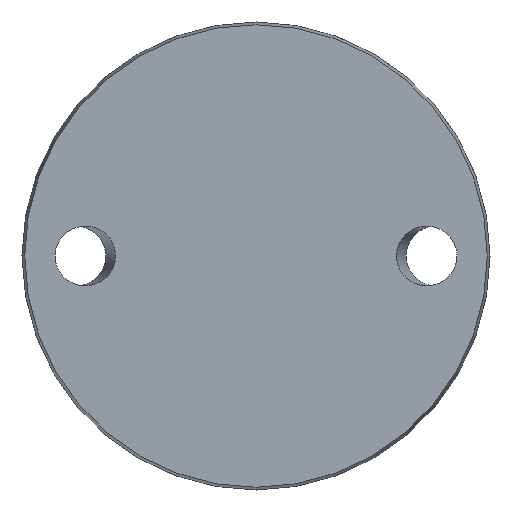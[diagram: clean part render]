
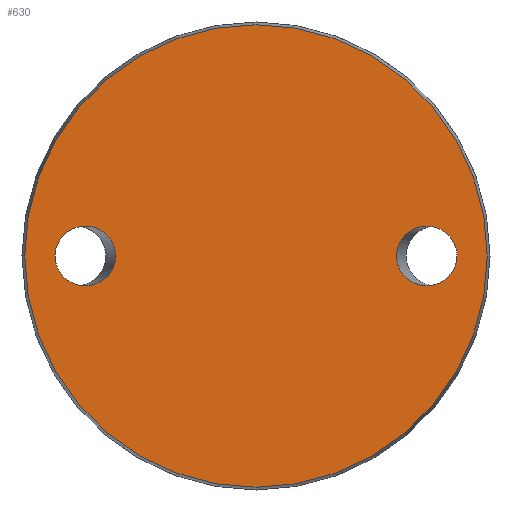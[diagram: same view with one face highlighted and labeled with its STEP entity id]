
A CAD part, front view. The second image highlights one B-rep face of the part: STEP entity #630.
In plain terms, the highlighted planar face has unit normal (0, -1, 0).
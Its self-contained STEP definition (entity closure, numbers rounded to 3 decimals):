
#8 = CARTESIAN_POINT ( 'NONE',  ( 29.413, 0., -12.5 ) ) ;
#28 = AXIS2_PLACEMENT_3D ( 'NONE', #261, #679, #380 ) ;
#43 = AXIS2_PLACEMENT_3D ( 'NONE', #219, #328, #702 ) ;
#49 = ORIENTED_EDGE ( 'NONE', *, *, #622, .T. ) ;
#62 = EDGE_LOOP ( 'NONE', ( #300 ) ) ;
#94 =( BOUNDED_CURVE ( )  B_SPLINE_CURVE ( 3, ( #334, #744, #149, #565, #693, #384, #625 ),
 .UNSPECIFIED., .T., .F. ) 
 B_SPLINE_CURVE_WITH_KNOTS ( ( 4, 3, 4 ),
 ( 0., 3.142, 6.283 ),
 .UNSPECIFIED. ) 
 CURVE ( )  GEOMETRIC_REPRESENTATION_ITEM ( )  RATIONAL_B_SPLINE_CURVE ( ( 1., 0.333, 0.333, 1., 0.333, 0.333, 1. ) ) 
 REPRESENTATION_ITEM ( '' )  );
#137 = ORIENTED_EDGE ( 'NONE', *, *, #681, .T. ) ;
#138 = PLANE ( 'NONE',  #28 ) ;
#149 = CARTESIAN_POINT ( 'NONE',  ( -29.413, 0., 12.5 ) ) ;
#182 = CIRCLE ( 'NONE', #43, 48.425 ) ;
#193 = FACE_BOUND ( 'NONE', #62, .T. ) ;
#198 = CARTESIAN_POINT ( 'NONE',  ( 29.413, 0., 0. ) ) ;
#206 = CARTESIAN_POINT ( 'NONE',  ( 42.087, 0., 12.5 ) ) ;
#219 = CARTESIAN_POINT ( 'NONE',  ( 0., 0., 0. ) ) ;
#242 = CARTESIAN_POINT ( 'NONE',  ( 0., 0., -48.425 ) ) ;
#261 = CARTESIAN_POINT ( 'NONE',  ( -48.425, 0., 0. ) ) ;
#300 = ORIENTED_EDGE ( 'NONE', *, *, #399, .T. ) ;
#328 = DIRECTION ( 'NONE',  ( 0., -1., 0. ) ) ;
#334 = CARTESIAN_POINT ( 'NONE',  ( -42.087, 0., 0. ) ) ;
#367 = CARTESIAN_POINT ( 'NONE',  ( -42.087, 0., 0. ) ) ;
#377 = FACE_BOUND ( 'NONE', #594, .T. ) ;
#380 = DIRECTION ( 'NONE',  ( 0., 0., 1. ) ) ;
#384 = CARTESIAN_POINT ( 'NONE',  ( -42.087, 0., -12.5 ) ) ;
#399 = EDGE_CURVE ( 'NONE', #413, #413, #94, .T. ) ;
#413 = VERTEX_POINT ( 'NONE', #367 ) ;
#507 =( BOUNDED_CURVE ( )  B_SPLINE_CURVE ( 3, ( #743, #617, #8, #198, #560, #206, #740 ),
 .UNSPECIFIED., .T., .F. ) 
 B_SPLINE_CURVE_WITH_KNOTS ( ( 4, 3, 4 ),
 ( 0., 3.142, 6.283 ),
 .UNSPECIFIED. ) 
 CURVE ( )  GEOMETRIC_REPRESENTATION_ITEM ( )  RATIONAL_B_SPLINE_CURVE ( ( 1., 0.333, 0.333, 1., 0.333, 0.333, 1. ) ) 
 REPRESENTATION_ITEM ( '' )  );
#510 = FACE_OUTER_BOUND ( 'NONE', #613, .T. ) ;
#560 = CARTESIAN_POINT ( 'NONE',  ( 29.413, 0., 12.5 ) ) ;
#565 = CARTESIAN_POINT ( 'NONE',  ( -29.413, 0., 0. ) ) ;
#594 = EDGE_LOOP ( 'NONE', ( #49 ) ) ;
#613 = EDGE_LOOP ( 'NONE', ( #137 ) ) ;
#617 = CARTESIAN_POINT ( 'NONE',  ( 42.087, 0., -12.5 ) ) ;
#622 = EDGE_CURVE ( 'NONE', #655, #655, #507, .T. ) ;
#625 = CARTESIAN_POINT ( 'NONE',  ( -42.087, 0., 0. ) ) ;
#630 = ADVANCED_FACE ( 'NONE', ( #193, #377, #510 ), #138, .F. ) ;
#655 = VERTEX_POINT ( 'NONE', #725 ) ;
#679 = DIRECTION ( 'NONE',  ( 0., 1., 0. ) ) ;
#681 = EDGE_CURVE ( 'NONE', #781, #781, #182, .T. ) ;
#693 = CARTESIAN_POINT ( 'NONE',  ( -29.413, 0., -12.5 ) ) ;
#702 = DIRECTION ( 'NONE',  ( 0., 0., -1. ) ) ;
#725 = CARTESIAN_POINT ( 'NONE',  ( 42.087, 0., 0. ) ) ;
#740 = CARTESIAN_POINT ( 'NONE',  ( 42.087, 0., 0. ) ) ;
#743 = CARTESIAN_POINT ( 'NONE',  ( 42.087, 0., 0. ) ) ;
#744 = CARTESIAN_POINT ( 'NONE',  ( -42.087, 0., 12.5 ) ) ;
#781 = VERTEX_POINT ( 'NONE', #242 ) ;
